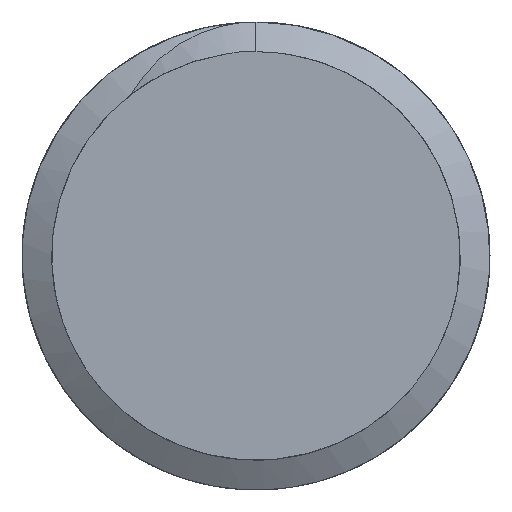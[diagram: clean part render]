
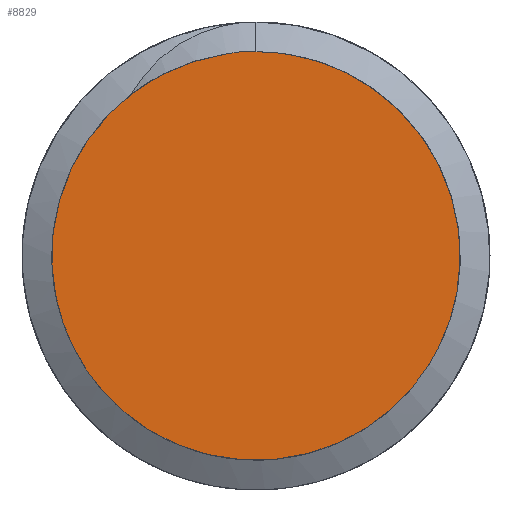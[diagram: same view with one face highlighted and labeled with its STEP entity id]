
A CAD part, front view. The second image highlights one B-rep face of the part: STEP entity #8829.
In plain terms, the highlighted free-form (B-spline) face has degree [1, 1] with [2, 2] control points.
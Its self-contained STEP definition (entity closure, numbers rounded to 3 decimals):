
#7210=CARTESIAN_POINT('',(-0.771,0.,5.296));
#7211=VERTEX_POINT('',#7210);
#7212=CARTESIAN_POINT('',(0.,0.,5.35));
#7213=VERTEX_POINT('',#7212);
#7214=CARTESIAN_POINT('',(-0.771,0.,5.294));
#7215=CARTESIAN_POINT('',(-8.578,0.,4.157));
#7216=CARTESIAN_POINT('',(-4.633,0.,-2.675));
#7217=CARTESIAN_POINT('',(0.,0.,-10.7));
#7218=CARTESIAN_POINT('',(4.633,0.,-2.675));
#7219=CARTESIAN_POINT('',(9.266,0.,5.35));
#7220=CARTESIAN_POINT('',(0.,0.,5.35));
#7221=(BOUNDED_CURVE()B_SPLINE_CURVE(2,(#7214,#7215,#7216,#7217,#7218,#7219,#7220),.CIRCULAR_ARC.,.F.,.U.)B_SPLINE_CURVE_WITH_KNOTS((3,2,2,3),(0.,0.307,0.64,0.973),.UNSPECIFIED.)CURVE()GEOMETRIC_REPRESENTATION_ITEM()RATIONAL_B_SPLINE_CURVE((0.926,0.54,1.,0.5,1.,0.5,1.))REPRESENTATION_ITEM(''));
#7222=EDGE_CURVE('',#7211,#7213,#7221,.T.);
#8809=CARTESIAN_POINT('',(-0.771,0.,5.297));
#8810=CARTESIAN_POINT('',(-0.524,0.,5.346));
#8811=CARTESIAN_POINT('',(-0.266,0.,5.365));
#8812=CARTESIAN_POINT('',(0.,0.,5.35));
#8813=B_SPLINE_CURVE_WITH_KNOTS('',3,(#8809,#8810,#8811,#8812),.UNSPECIFIED.,.F.,.U.,(4,4),(0.857,1.),.UNSPECIFIED.);
#8814=EDGE_CURVE('',#7211,#7213,#8813,.T.);
#8820=CARTESIAN_POINT('',(93.755,0.,93.755));
#8821=CARTESIAN_POINT('',(93.755,0.,-93.755));
#8822=CARTESIAN_POINT('',(-93.755,0.,93.755));
#8823=CARTESIAN_POINT('',(-93.755,0.,-93.755));
#8824=B_SPLINE_SURFACE_WITH_KNOTS('',1,1,((#8820,#8821),(#8822,#8823)),.PLANE_SURF.,.F.,.F.,.U.,(2,2),(2,2),(0.,1.),(0.,1.),.UNSPECIFIED.);
#8825=ORIENTED_EDGE('',*,*,#7222,.T.);
#8826=ORIENTED_EDGE('',*,*,#8814,.F.);
#8827=EDGE_LOOP('',(#8825,#8826));
#8828=FACE_OUTER_BOUND('',#8827,.T.);
#8829=ADVANCED_FACE('',(#8828),#8824,.T.);
